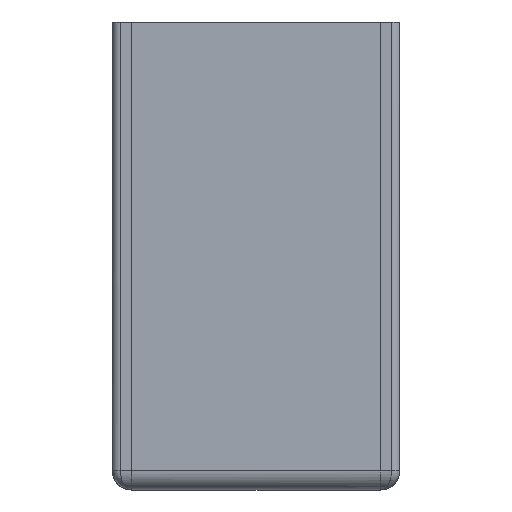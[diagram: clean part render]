
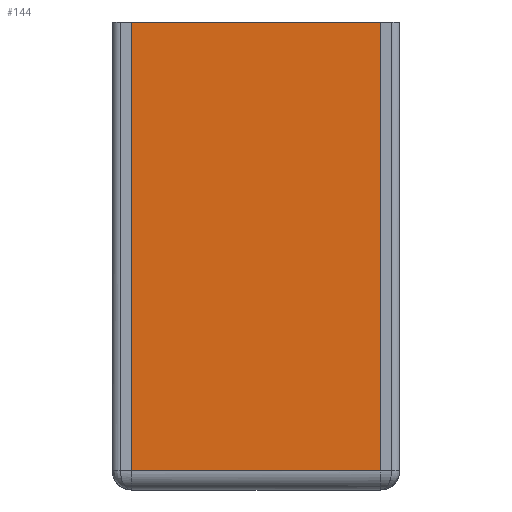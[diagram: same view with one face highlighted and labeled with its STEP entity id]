
A CAD part, front view. The second image highlights one B-rep face of the part: STEP entity #144.
In plain terms, the highlighted planar face has unit normal (0, -1, 0).
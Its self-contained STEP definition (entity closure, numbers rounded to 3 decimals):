
#144=ADVANCED_FACE('',(#362),#3047,.T.);
#362=FACE_OUTER_BOUND('',#588,.T.);
#588=EDGE_LOOP('',(#1160,#1161,#1162,#1163));
#1160=ORIENTED_EDGE('',*,*,#1935,.F.);
#1161=ORIENTED_EDGE('',*,*,#1936,.F.);
#1162=ORIENTED_EDGE('',*,*,#1937,.F.);
#1163=ORIENTED_EDGE('',*,*,#1933,.F.);
#1933=EDGE_CURVE('',#2880,#2881,#2383,.T.);
#1935=EDGE_CURVE('',#2884,#2880,#2385,.T.);
#1936=EDGE_CURVE('',#2885,#2884,#2386,.T.);
#1937=EDGE_CURVE('',#2881,#2885,#2387,.T.);
#2383=B_SPLINE_CURVE_WITH_KNOTS('',1,(#8667,#8668),.UNSPECIFIED.,.F.,.F.,
(2,2),(0.,29.586),.UNSPECIFIED.);
#2385=B_SPLINE_CURVE_WITH_KNOTS('',1,(#8671,#8672),.UNSPECIFIED.,.F.,.F.,
(2,2),(-53.263,0.),.UNSPECIFIED.);
#2386=B_SPLINE_CURVE_WITH_KNOTS('',1,(#8673,#8674),.UNSPECIFIED.,.F.,.F.,
(2,2),(-29.586,0.),.UNSPECIFIED.);
#2387=B_SPLINE_CURVE_WITH_KNOTS('',1,(#8675,#8676),.UNSPECIFIED.,.F.,.F.,
(2,2),(0.,53.263),.UNSPECIFIED.);
#2880=VERTEX_POINT('',#8475);
#2881=VERTEX_POINT('',#8476);
#2884=VERTEX_POINT('',#8479);
#2885=VERTEX_POINT('',#8480);
#3047=PLANE('',#3337);
#3337=AXIS2_PLACEMENT_3D('',#7764,#3423,$);
#3423=DIRECTION('',(0.,-1.,0.));
#7764=CARTESIAN_POINT('',(34.853,0.,5.328));
#8475=CARTESIAN_POINT('',(31.893,0.,-53.263));
#8476=CARTESIAN_POINT('',(2.307,0.,-53.263));
#8479=CARTESIAN_POINT('',(31.893,0.,0.));
#8480=CARTESIAN_POINT('',(2.307,0.,0.));
#8667=CARTESIAN_POINT('',(31.893,0.,-53.263));
#8668=CARTESIAN_POINT('',(2.307,0.,-53.263));
#8671=CARTESIAN_POINT('',(31.893,0.,0.));
#8672=CARTESIAN_POINT('',(31.893,0.,-53.263));
#8673=CARTESIAN_POINT('',(2.307,0.,0.));
#8674=CARTESIAN_POINT('',(31.893,0.,0.));
#8675=CARTESIAN_POINT('',(2.307,0.,-53.263));
#8676=CARTESIAN_POINT('',(2.307,0.,0.));
